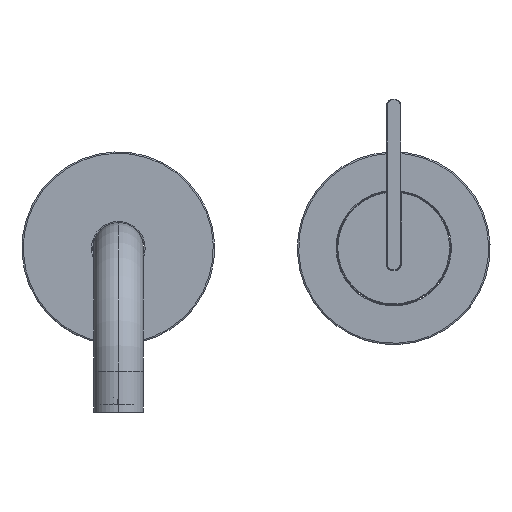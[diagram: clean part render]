
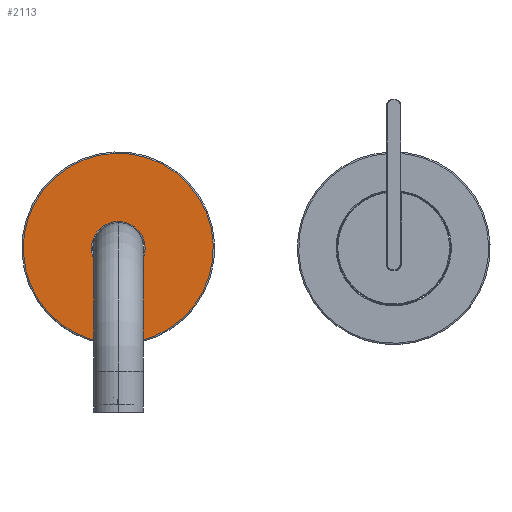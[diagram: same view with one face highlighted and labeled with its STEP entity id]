
A CAD part, top view. The second image highlights one B-rep face of the part: STEP entity #2113.
In plain terms, the highlighted planar face has unit normal (0, 0, 1).
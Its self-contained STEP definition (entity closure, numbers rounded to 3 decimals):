
#704 = DIRECTION ( 'NONE',  ( 0., -1., 0. ) ) ;
#1302 = CARTESIAN_POINT ( 'NONE',  ( 0., 0., 4. ) ) ;
#1389 = ORIENTED_EDGE ( 'NONE', *, *, #1507, .T. ) ;
#1477 = DIRECTION ( 'NONE',  ( 0., 0., 1. ) ) ;
#1507 = EDGE_CURVE ( 'NONE', #9931, #4565, #7118, .T. ) ;
#2113 = ADVANCED_FACE ( 'NONE', ( #7659, #8437 ), #5359, .T. ) ;
#2120 = DIRECTION ( 'NONE',  ( 0., 0., 1. ) ) ;
#2171 = AXIS2_PLACEMENT_3D ( 'NONE', #3916, #1477, #4473 ) ;
#2530 = CIRCLE ( 'NONE', #3997, 34.5 ) ;
#2577 = VERTEX_POINT ( 'NONE', #5751 ) ;
#2663 = DIRECTION ( 'NONE',  ( 0., -1., 0. ) ) ;
#2739 = EDGE_CURVE ( 'NONE', #9271, #2577, #7424, .T. ) ;
#2756 = ORIENTED_EDGE ( 'NONE', *, *, #2739, .T. ) ;
#2889 = CARTESIAN_POINT ( 'NONE',  ( 0., 0., 4. ) ) ;
#3131 = EDGE_LOOP ( 'NONE', ( #2756, #8004 ) ) ;
#3164 = ORIENTED_EDGE ( 'NONE', *, *, #3226, .T. ) ;
#3226 = EDGE_CURVE ( 'NONE', #4565, #9931, #2530, .T. ) ;
#3278 = CARTESIAN_POINT ( 'NONE',  ( 0., 34.5, 4. ) ) ;
#3601 = CIRCLE ( 'NONE', #7042, 9.75 ) ;
#3824 = AXIS2_PLACEMENT_3D ( 'NONE', #2889, #7701, #704 ) ;
#3916 = CARTESIAN_POINT ( 'NONE',  ( 0., 0., 4. ) ) ;
#3931 = CARTESIAN_POINT ( 'NONE',  ( 0., 0., 4. ) ) ;
#3997 = AXIS2_PLACEMENT_3D ( 'NONE', #7528, #9681, #2663 ) ;
#4473 = DIRECTION ( 'NONE',  ( 1., 0., 0. ) ) ;
#4565 = VERTEX_POINT ( 'NONE', #3278 ) ;
#4642 = DIRECTION ( 'NONE',  ( 0., -1., 0. ) ) ;
#5029 = CARTESIAN_POINT ( 'NONE',  ( 0., -34.5, 4. ) ) ;
#5359 = PLANE ( 'NONE',  #2171 ) ;
#5526 = DIRECTION ( 'NONE',  ( 0., -1., 0. ) ) ;
#5751 = CARTESIAN_POINT ( 'NONE',  ( 0., 9.75, 4. ) ) ;
#6956 = DIRECTION ( 'NONE',  ( 0., 0., -1. ) ) ;
#7042 = AXIS2_PLACEMENT_3D ( 'NONE', #3931, #6956, #4642 ) ;
#7118 = CIRCLE ( 'NONE', #8259, 34.5 ) ;
#7355 = CARTESIAN_POINT ( 'NONE',  ( 0., -9.75, 4. ) ) ;
#7424 = CIRCLE ( 'NONE', #3824, 9.75 ) ;
#7528 = CARTESIAN_POINT ( 'NONE',  ( 0., 0., 4. ) ) ;
#7659 = FACE_BOUND ( 'NONE', #3131, .T. ) ;
#7701 = DIRECTION ( 'NONE',  ( 0., 0., -1. ) ) ;
#7903 = EDGE_LOOP ( 'NONE', ( #1389, #3164 ) ) ;
#8004 = ORIENTED_EDGE ( 'NONE', *, *, #8312, .T. ) ;
#8259 = AXIS2_PLACEMENT_3D ( 'NONE', #1302, #2120, #5526 ) ;
#8312 = EDGE_CURVE ( 'NONE', #2577, #9271, #3601, .T. ) ;
#8437 = FACE_OUTER_BOUND ( 'NONE', #7903, .T. ) ;
#9271 = VERTEX_POINT ( 'NONE', #7355 ) ;
#9681 = DIRECTION ( 'NONE',  ( 0., 0., 1. ) ) ;
#9931 = VERTEX_POINT ( 'NONE', #5029 ) ;
